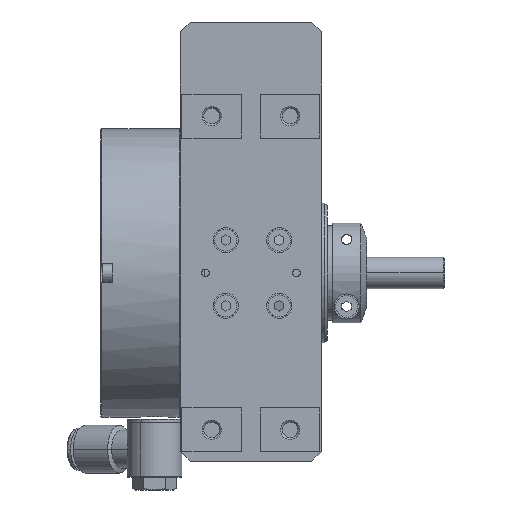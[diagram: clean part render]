
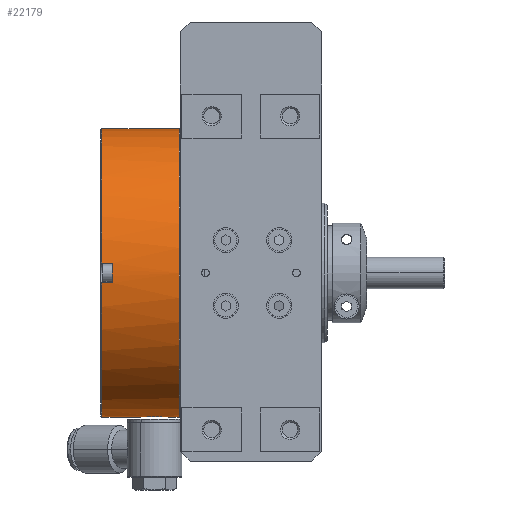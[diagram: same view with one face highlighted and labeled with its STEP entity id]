
A CAD part, front view. The second image highlights one B-rep face of the part: STEP entity #22179.
In plain terms, the highlighted cylindrical face has radius 46.038 mm (diameter 92.075 mm), a partial arc.
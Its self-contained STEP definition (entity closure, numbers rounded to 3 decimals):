
#109 = LINE ( 'NONE', #7920, #21509 ) ;
#234 = CARTESIAN_POINT ( 'NONE',  ( -12.548, -3.212, -45.926 ) ) ;
#366 = CARTESIAN_POINT ( 'NONE',  ( -6.528, -4.915, -45.775 ) ) ;
#499 = CARTESIAN_POINT ( 'NONE',  ( -2.831, -0.694, -46.034 ) ) ;
#631 = LINE ( 'NONE', #8442, #9967 ) ;
#1000 = LINE ( 'NONE', #8814, #10706 ) ;
#1194 = ORIENTED_EDGE ( 'NONE', *, *, #21375, .F. ) ;
#1899 = CIRCLE ( 'NONE', #16219, 46.038 ) ;
#2144 = CARTESIAN_POINT ( 'NONE',  ( -13.349, -1.868, -46. ) ) ;
#2168 = EDGE_CURVE ( 'NONE', #19746, #15768, #7787, .T. ) ;
#2219 = VERTEX_POINT ( 'NONE', #22127 ) ;
#2273 = CARTESIAN_POINT ( 'NONE',  ( -7.898, -5.169, -45.746 ) ) ;
#2406 = CARTESIAN_POINT ( 'NONE',  ( -3.374, -2.341, -45.979 ) ) ;
#2563 = ORIENTED_EDGE ( 'NONE', *, *, #16096, .F. ) ;
#2664 = ORIENTED_EDGE ( 'NONE', *, *, #15245, .T. ) ;
#3118 = VECTOR ( 'NONE', #4332, 1000. ) ;
#3325 = AXIS2_PLACEMENT_3D ( 'NONE', #7308, #15102, #22935 ) ;
#3451 = ORIENTED_EDGE ( 'NONE', *, *, #2168, .T. ) ;
#3586 = EDGE_CURVE ( 'NONE', #2219, #5646, #23531, .T. ) ;
#3682 = EDGE_LOOP ( 'NONE', ( #1194, #14391, #2664, #2563, #23388, #11680, #23496, #12248, #8850, #3451 ) ) ;
#4062 = CARTESIAN_POINT ( 'NONE',  ( -13.568, -1.205, -46.022 ) ) ;
#4188 = CARTESIAN_POINT ( 'NONE',  ( -9.628, -5.014, -45.764 ) ) ;
#4217 = VERTEX_POINT ( 'NONE', #15302 ) ;
#4258 = CARTESIAN_POINT ( 'NONE',  ( -25.4, 0., 0. ) ) ;
#4322 = CARTESIAN_POINT ( 'NONE',  ( -3.965, -3.201, -45.926 ) ) ;
#4332 = DIRECTION ( 'NONE',  ( -1., 0., 0. ) ) ;
#4809 = VERTEX_POINT ( 'NONE', #8732 ) ;
#4845 = DIRECTION ( 'NONE',  ( -1., 0., 0. ) ) ;
#5590 = EDGE_CURVE ( 'NONE', #4217, #12862, #14048, .T. ) ;
#5604 = DIRECTION ( 'NONE',  ( -1., 0., 0. ) ) ;
#5646 = VERTEX_POINT ( 'NONE', #14307 ) ;
#5993 = CARTESIAN_POINT ( 'NONE',  ( -13.716, 0., -46.038 ) ) ;
#6118 = CARTESIAN_POINT ( 'NONE',  ( -10.928, -4.519, -45.816 ) ) ;
#6148 = VERTEX_POINT ( 'NONE', #20556 ) ;
#6249 = CARTESIAN_POINT ( 'NONE',  ( -4.698, -3.935, -45.87 ) ) ;
#7308 = CARTESIAN_POINT ( 'NONE',  ( -25.019, 0., 0. ) ) ;
#7415 = EDGE_CURVE ( 'NONE', #19746, #4809, #15313, .T. ) ;
#7787 = B_SPLINE_CURVE_WITH_KNOTS ( 'NONE', 3,
 ( #5993, #13791, #21616, #4062, #11868, #19696, #2144, #9950, #17759, #234, #8042, #15843, #23671, #6118, #13914, #21740, #4188, #11994, #19820, #2273, #10083, #17889, #366, #8173, #15976, #23801, #6249, #14038, #21870, #4322, #12124, #19955, #2406, #10209, #18024, #499, #8300, #16102 ),
 .UNSPECIFIED., .F., .F.,
 ( 4, 2, 2, 2, 2, 2, 2, 2, 2, 2, 2, 2, 2, 2, 2, 2, 2, 2, 4 ),
 ( 0.029, 0.03, 0.031, 0.031, 0.032, 0.033, 0.034, 0.035, 0.036, 0.037, 0.039, 0.04, 0.041, 0.042, 0.042, 0.043, 0.044, 0.045, 0.046 ),
 .UNSPECIFIED. ) ;
#7878 = CARTESIAN_POINT ( 'NONE',  ( -25.019, -45.928, 3.175 ) ) ;
#7920 = CARTESIAN_POINT ( 'NONE',  ( -25.4, 0., 46.038 ) ) ;
#7979 = CARTESIAN_POINT ( 'NONE',  ( -25.019, 0., 0. ) ) ;
#8042 = CARTESIAN_POINT ( 'NONE',  ( -12.315, -3.472, -45.907 ) ) ;
#8173 = CARTESIAN_POINT ( 'NONE',  ( -5.882, -4.667, -45.801 ) ) ;
#8300 = CARTESIAN_POINT ( 'NONE',  ( -2.794, -0.349, -46.038 ) ) ;
#8442 = CARTESIAN_POINT ( 'NONE',  ( -25.4, 0., -46.038 ) ) ;
#8485 = EDGE_CURVE ( 'NONE', #6148, #4217, #1899, .T. ) ;
#8732 = CARTESIAN_POINT ( 'NONE',  ( -25.019, 0., -46.038 ) ) ;
#8814 = CARTESIAN_POINT ( 'NONE',  ( -21.717, -45.928, -3.175 ) ) ;
#8850 = ORIENTED_EDGE ( 'NONE', *, *, #7415, .F. ) ;
#9047 = CARTESIAN_POINT ( 'NONE',  ( -0.381, 0., 0. ) ) ;
#9950 = CARTESIAN_POINT ( 'NONE',  ( -13.135, -2.343, -45.979 ) ) ;
#9967 = VECTOR ( 'NONE', #16245, 1000. ) ;
#10083 = CARTESIAN_POINT ( 'NONE',  ( -7.553, -5.137, -45.75 ) ) ;
#10209 = CARTESIAN_POINT ( 'NONE',  ( -3.089, -1.709, -46.007 ) ) ;
#10706 = VECTOR ( 'NONE', #16626, 1000. ) ;
#11680 = ORIENTED_EDGE ( 'NONE', *, *, #8485, .F. ) ;
#11868 = CARTESIAN_POINT ( 'NONE',  ( -13.522, -1.375, -46.017 ) ) ;
#11994 = CARTESIAN_POINT ( 'NONE',  ( -8.943, -5.139, -45.75 ) ) ;
#12065 = DIRECTION ( 'NONE',  ( -1., 0., 0. ) ) ;
#12124 = CARTESIAN_POINT ( 'NONE',  ( -3.855, -3.064, -45.936 ) ) ;
#12248 = ORIENTED_EDGE ( 'NONE', *, *, #19081, .F. ) ;
#12476 = AXIS2_PLACEMENT_3D ( 'NONE', #9047, #16861, #24676 ) ;
#12646 = DIRECTION ( 'NONE',  ( 0., 0., 1. ) ) ;
#12726 = VERTEX_POINT ( 'NONE', #15250 ) ;
#12862 = VERTEX_POINT ( 'NONE', #7878 ) ;
#13791 = CARTESIAN_POINT ( 'NONE',  ( -13.716, -0.349, -46.038 ) ) ;
#13914 = CARTESIAN_POINT ( 'NONE',  ( -10.611, -4.675, -45.8 ) ) ;
#13983 = FACE_OUTER_BOUND ( 'NONE', #3682, .T. ) ;
#14038 = CARTESIAN_POINT ( 'NONE',  ( -4.318, -3.584, -45.898 ) ) ;
#14048 = LINE ( 'NONE', #21879, #3118 ) ;
#14307 = CARTESIAN_POINT ( 'NONE',  ( -0.381, 0., 46.038 ) ) ;
#14360 = CIRCLE ( 'NONE', #3325, 46.038 ) ;
#14391 = ORIENTED_EDGE ( 'NONE', *, *, #3586, .T. ) ;
#15102 = DIRECTION ( 'NONE',  ( -1., 0., 0. ) ) ;
#15117 = AXIS2_PLACEMENT_3D ( 'NONE', #7979, #15783, #23612 ) ;
#15245 = EDGE_CURVE ( 'NONE', #5646, #25225, #109, .T. ) ;
#15250 = CARTESIAN_POINT ( 'NONE',  ( -25.019, -45.928, -3.175 ) ) ;
#15302 = CARTESIAN_POINT ( 'NONE',  ( -21.717, -45.928, 3.175 ) ) ;
#15313 = LINE ( 'NONE', #23150, #19444 ) ;
#15713 = DIRECTION ( 'NONE',  ( -1., 0., 0. ) ) ;
#15768 = VERTEX_POINT ( 'NONE', #16212 ) ;
#15783 = DIRECTION ( 'NONE',  ( -1., 0., 0. ) ) ;
#15843 = CARTESIAN_POINT ( 'NONE',  ( -11.799, -3.946, -45.869 ) ) ;
#15976 = CARTESIAN_POINT ( 'NONE',  ( -5.571, -4.514, -45.816 ) ) ;
#16096 = EDGE_CURVE ( 'NONE', #12862, #25225, #22912, .T. ) ;
#16102 = CARTESIAN_POINT ( 'NONE',  ( -2.794, 0., -46.038 ) ) ;
#16212 = CARTESIAN_POINT ( 'NONE',  ( -2.794, 0., -46.038 ) ) ;
#16219 = AXIS2_PLACEMENT_3D ( 'NONE', #22392, #4845, #12646 ) ;
#16245 = DIRECTION ( 'NONE',  ( -1., 0., 0. ) ) ;
#16626 = DIRECTION ( 'NONE',  ( -1., 0., 0. ) ) ;
#16861 = DIRECTION ( 'NONE',  ( -1., 0., 0. ) ) ;
#17759 = CARTESIAN_POINT ( 'NONE',  ( -12.959, -2.646, -45.962 ) ) ;
#17889 = CARTESIAN_POINT ( 'NONE',  ( -6.865, -5.01, -45.764 ) ) ;
#18024 = CARTESIAN_POINT ( 'NONE',  ( -2.978, -1.373, -46.018 ) ) ;
#18260 = EDGE_CURVE ( 'NONE', #6148, #12726, #1000, .T. ) ;
#18273 = CARTESIAN_POINT ( 'NONE',  ( -13.716, 0., -46.038 ) ) ;
#19081 = EDGE_CURVE ( 'NONE', #4809, #12726, #14360, .T. ) ;
#19444 = VECTOR ( 'NONE', #5604, 1000. ) ;
#19696 = CARTESIAN_POINT ( 'NONE',  ( -13.412, -1.707, -46.006 ) ) ;
#19746 = VERTEX_POINT ( 'NONE', #18273 ) ;
#19820 = CARTESIAN_POINT ( 'NONE',  ( -8.591, -5.17, -45.746 ) ) ;
#19895 = DIRECTION ( 'NONE',  ( 0., 0., 1. ) ) ;
#19955 = CARTESIAN_POINT ( 'NONE',  ( -3.547, -2.64, -45.963 ) ) ;
#20556 = CARTESIAN_POINT ( 'NONE',  ( -21.717, -45.928, -3.175 ) ) ;
#21227 = CARTESIAN_POINT ( 'NONE',  ( -25.019, 0., 46.038 ) ) ;
#21375 = EDGE_CURVE ( 'NONE', #2219, #15768, #631, .T. ) ;
#21509 = VECTOR ( 'NONE', #15713, 1000. ) ;
#21616 = CARTESIAN_POINT ( 'NONE',  ( -13.679, -0.693, -46.034 ) ) ;
#21740 = CARTESIAN_POINT ( 'NONE',  ( -9.962, -4.921, -45.774 ) ) ;
#21810 = CYLINDRICAL_SURFACE ( 'NONE', #21881, 46.038 ) ;
#21870 = CARTESIAN_POINT ( 'NONE',  ( -4.196, -3.461, -45.907 ) ) ;
#21879 = CARTESIAN_POINT ( 'NONE',  ( -21.717, -45.928, 3.175 ) ) ;
#21881 = AXIS2_PLACEMENT_3D ( 'NONE', #4258, #12065, #19895 ) ;
#22127 = CARTESIAN_POINT ( 'NONE',  ( -0.381, 0., -46.038 ) ) ;
#22179 = ADVANCED_FACE ( 'NONE', ( #13983 ), #21810, .T. ) ;
#22392 = CARTESIAN_POINT ( 'NONE',  ( -21.717, 0., 0. ) ) ;
#22912 = CIRCLE ( 'NONE', #15117, 46.038 ) ;
#22935 = DIRECTION ( 'NONE',  ( 0., 0., 1. ) ) ;
#23150 = CARTESIAN_POINT ( 'NONE',  ( -25.4, 0., -46.038 ) ) ;
#23388 = ORIENTED_EDGE ( 'NONE', *, *, #5590, .F. ) ;
#23496 = ORIENTED_EDGE ( 'NONE', *, *, #18260, .T. ) ;
#23531 = CIRCLE ( 'NONE', #12476, 46.038 ) ;
#23612 = DIRECTION ( 'NONE',  ( 0., 0., 1. ) ) ;
#23671 = CARTESIAN_POINT ( 'NONE',  ( -11.52, -4.155, -45.85 ) ) ;
#23801 = CARTESIAN_POINT ( 'NONE',  ( -4.974, -4.145, -45.851 ) ) ;
#24676 = DIRECTION ( 'NONE',  ( 0., 0., 1. ) ) ;
#25225 = VERTEX_POINT ( 'NONE', #21227 ) ;
